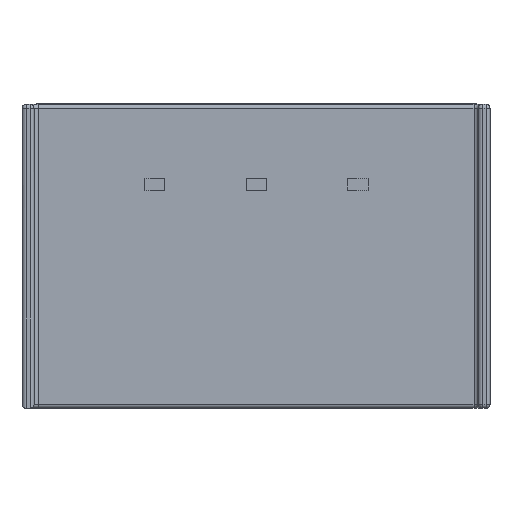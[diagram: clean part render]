
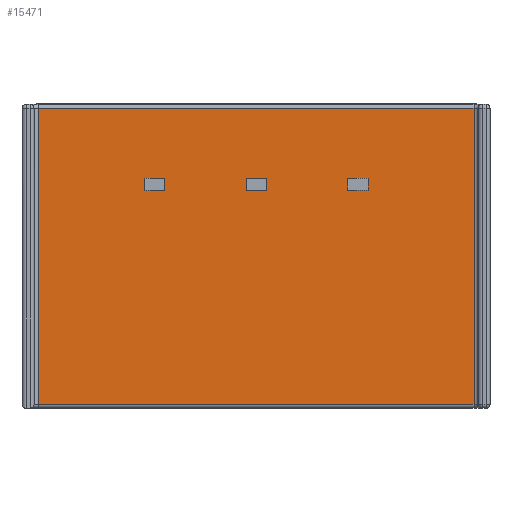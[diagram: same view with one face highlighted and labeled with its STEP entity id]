
A CAD part, front view. The second image highlights one B-rep face of the part: STEP entity #15471.
In plain terms, the highlighted planar face has unit normal (0, -1, 0).
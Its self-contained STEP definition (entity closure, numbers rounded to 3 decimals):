
#990 = VERTEX_POINT ( 'NONE', #10971 ) ;
#1431 = LINE ( 'NONE', #4556, #18505 ) ;
#1535 = DIRECTION ( 'NONE',  ( 1., 0., 0. ) ) ;
#1575 = DIRECTION ( 'NONE',  ( -1., 0., 0. ) ) ;
#1960 = ORIENTED_EDGE ( 'NONE', *, *, #3898, .T. ) ;
#1991 = FACE_OUTER_BOUND ( 'NONE', #17635, .T. ) ;
#2121 = DIRECTION ( 'NONE',  ( -1., 0., 0. ) ) ;
#2469 = ORIENTED_EDGE ( 'NONE', *, *, #7109, .T. ) ;
#2584 = AXIS2_PLACEMENT_3D ( 'NONE', #12794, #9459, #1575 ) ;
#3133 = PLANE ( 'NONE',  #2584 ) ;
#3424 = ORIENTED_EDGE ( 'NONE', *, *, #9469, .T. ) ;
#3898 = EDGE_CURVE ( 'NONE', #990, #5021, #5250, .T. ) ;
#4556 = CARTESIAN_POINT ( 'NONE',  ( 5.55, 0.5, -3.7 ) ) ;
#4824 = LINE ( 'NONE', #11582, #19926 ) ;
#5021 = VERTEX_POINT ( 'NONE', #12934 ) ;
#5250 = LINE ( 'NONE', #11699, #10078 ) ;
#5820 = VERTEX_POINT ( 'NONE', #10627 ) ;
#7105 = LINE ( 'NONE', #9096, #17410 ) ;
#7109 = EDGE_CURVE ( 'NONE', #5021, #5820, #1431, .T. ) ;
#7575 = CARTESIAN_POINT ( 'NONE',  ( 5.45, 0.5, 3.7 ) ) ;
#9096 = CARTESIAN_POINT ( 'NONE',  ( 5.45, 0.5, 3.8 ) ) ;
#9459 = DIRECTION ( 'NONE',  ( 0., 1., 0. ) ) ;
#9469 = EDGE_CURVE ( 'NONE', #15379, #990, #4824, .T. ) ;
#10078 = VECTOR ( 'NONE', #19325, 1000. ) ;
#10627 = CARTESIAN_POINT ( 'NONE',  ( 5.45, 0.5, -3.7 ) ) ;
#10971 = CARTESIAN_POINT ( 'NONE',  ( -5.45, 0.5, 3.7 ) ) ;
#11582 = CARTESIAN_POINT ( 'NONE',  ( 5.55, 0.5, 3.7 ) ) ;
#11699 = CARTESIAN_POINT ( 'NONE',  ( -5.45, 0.5, -3.8 ) ) ;
#12794 = CARTESIAN_POINT ( 'NONE',  ( 5.55, 0.5, 3.8 ) ) ;
#12934 = CARTESIAN_POINT ( 'NONE',  ( -5.45, 0.5, -3.7 ) ) ;
#15379 = VERTEX_POINT ( 'NONE', #7575 ) ;
#15471 = ADVANCED_FACE ( 'NONE', ( #1991 ), #3133, .F. ) ;
#17216 = EDGE_CURVE ( 'NONE', #5820, #15379, #7105, .T. ) ;
#17410 = VECTOR ( 'NONE', #20160, 1000. ) ;
#17635 = EDGE_LOOP ( 'NONE', ( #2469, #18555, #3424, #1960 ) ) ;
#18505 = VECTOR ( 'NONE', #1535, 1000. ) ;
#18555 = ORIENTED_EDGE ( 'NONE', *, *, #17216, .T. ) ;
#19325 = DIRECTION ( 'NONE',  ( 0., 0., -1. ) ) ;
#19926 = VECTOR ( 'NONE', #2121, 1000. ) ;
#20160 = DIRECTION ( 'NONE',  ( 0., 0., 1. ) ) ;
